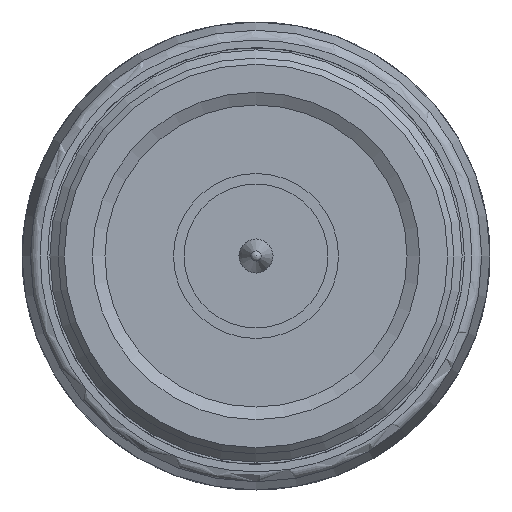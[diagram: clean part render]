
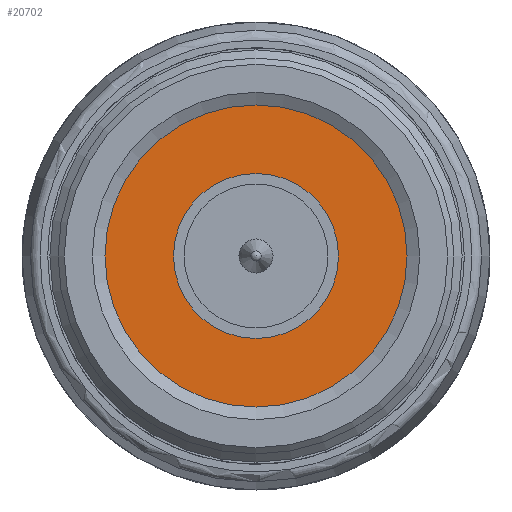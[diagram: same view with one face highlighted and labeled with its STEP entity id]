
A CAD part, front view. The second image highlights one B-rep face of the part: STEP entity #20702.
In plain terms, the highlighted face is planar.
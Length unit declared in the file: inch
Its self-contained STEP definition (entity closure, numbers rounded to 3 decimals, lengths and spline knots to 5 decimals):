
#549 = EDGE_CURVE ( 'NONE', #24585, #24585, #28850, .T. ) ;
#3750 = FACE_BOUND ( 'NONE', #50783, .T. ) ;
#6596 = DIRECTION ( 'NONE',  ( 1., 0., 0. ) ) ;
#7481 = CARTESIAN_POINT ( 'NONE',  ( 0.50398, 0., 0. ) ) ;
#7603 = CIRCLE ( 'NONE', #15788, 0.34395 ) ;
#10814 = CARTESIAN_POINT ( 'NONE',  ( 0.50398, 0., -0.27957 ) ) ;
#12191 = EDGE_LOOP ( 'NONE', ( #49907 ) ) ;
#14747 = DIRECTION ( 'NONE',  ( 0., 0., 1. ) ) ;
#15788 = AXIS2_PLACEMENT_3D ( 'NONE', #30051, #6596, #34007 ) ;
#17884 = FACE_OUTER_BOUND ( 'NONE', #12191, .T. ) ;
#18515 = PLANE ( 'NONE',  #46224 ) ;
#20702 = ADVANCED_FACE ( 'NONE', ( #3750, #17884 ), #18515, .F. ) ;
#23482 = CARTESIAN_POINT ( 'NONE',  ( 0.50398, 0., -0.15748 ) ) ;
#24585 = VERTEX_POINT ( 'NONE', #23482 ) ;
#28850 = CIRCLE ( 'NONE', #43330, 0.15748 ) ;
#30051 = CARTESIAN_POINT ( 'NONE',  ( 0.50398, 0., 0. ) ) ;
#30691 = VERTEX_POINT ( 'NONE', #39711 ) ;
#34007 = DIRECTION ( 'NONE',  ( 0., 0., -1. ) ) ;
#38190 = DIRECTION ( 'NONE',  ( -1., 0., 0. ) ) ;
#39711 = CARTESIAN_POINT ( 'NONE',  ( 0.50398, 0., -0.34395 ) ) ;
#41998 = EDGE_CURVE ( 'NONE', #30691, #30691, #7603, .T. ) ;
#43330 = AXIS2_PLACEMENT_3D ( 'NONE', #7481, #49967, #50473 ) ;
#46224 = AXIS2_PLACEMENT_3D ( 'NONE', #10814, #38190, #14747 ) ;
#49907 = ORIENTED_EDGE ( 'NONE', *, *, #41998, .T. ) ;
#49967 = DIRECTION ( 'NONE',  ( 1., 0., 0. ) ) ;
#50059 = ORIENTED_EDGE ( 'NONE', *, *, #549, .F. ) ;
#50473 = DIRECTION ( 'NONE',  ( 0., 0., -1. ) ) ;
#50783 = EDGE_LOOP ( 'NONE', ( #50059 ) ) ;
